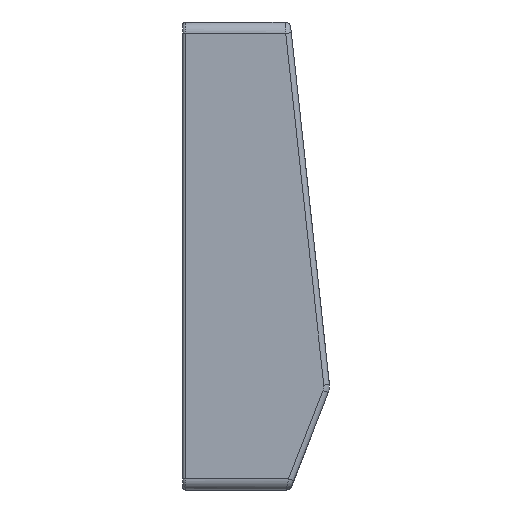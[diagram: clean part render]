
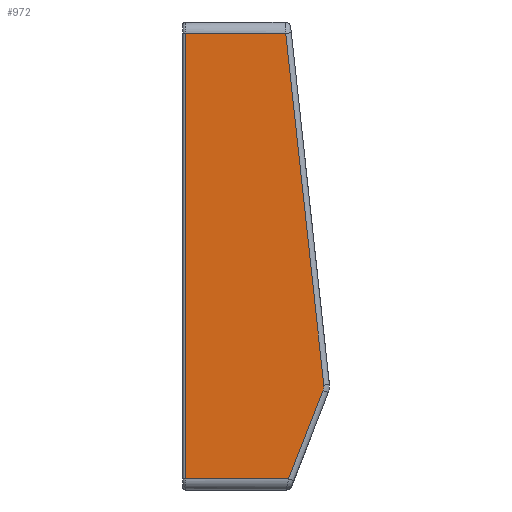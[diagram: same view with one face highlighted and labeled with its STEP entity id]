
A CAD part, left-side view. The second image highlights one B-rep face of the part: STEP entity #972.
In plain terms, the highlighted planar face has unit normal (-1, 0, 0).
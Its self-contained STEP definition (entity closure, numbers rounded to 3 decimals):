
#17 = VECTOR ( 'NONE', #3943, 1000. ) ;
#214 = EDGE_LOOP ( 'NONE', ( #2599, #5306, #6238, #5973, #1207, #4296 ) ) ;
#405 = CARTESIAN_POINT ( 'NONE',  ( -3.105, 18.5, -77.657 ) ) ;
#536 = DIRECTION ( 'NONE',  ( -1., 0., 0. ) ) ;
#740 = EDGE_CURVE ( 'NONE', #4669, #5691, #6087, .T. ) ;
#794 = LINE ( 'NONE', #3607, #4872 ) ;
#893 = VECTOR ( 'NONE', #4961, 1000. ) ;
#954 = DIRECTION ( 'NONE',  ( 0., 0., 1. ) ) ;
#972 = ADVANCED_FACE ( 'NONE', ( #3626 ), #5019, .T. ) ;
#1003 = EDGE_CURVE ( 'NONE', #3271, #4624, #1186, .T. ) ;
#1011 = VECTOR ( 'NONE', #1273, 1000. ) ;
#1048 = CARTESIAN_POINT ( 'NONE',  ( -3.105, -3.938, -61.36 ) ) ;
#1095 = CARTESIAN_POINT ( 'NONE',  ( -3.105, 0.789, 0.942 ) ) ;
#1156 = EDGE_CURVE ( 'NONE', #2840, #4536, #5187, .T. ) ;
#1186 = LINE ( 'NONE', #3029, #893 ) ;
#1201 = DIRECTION ( 'NONE',  ( 0., 0.108, 0.994 ) ) ;
#1207 = ORIENTED_EDGE ( 'NONE', *, *, #1003, .T. ) ;
#1273 = DIRECTION ( 'NONE',  ( 0., 0., -1. ) ) ;
#1602 = DIRECTION ( 'NONE',  ( -1., 0., 0. ) ) ;
#1697 = AXIS2_PLACEMENT_3D ( 'NONE', #4510, #1602, #3593 ) ;
#2017 = CARTESIAN_POINT ( 'NONE',  ( -3.105, -5.801, -62.089 ) ) ;
#2298 = EDGE_CURVE ( 'NONE', #4536, #4669, #2939, .T. ) ;
#2599 = ORIENTED_EDGE ( 'NONE', *, *, #1156, .T. ) ;
#2795 = EDGE_CURVE ( 'NONE', #4624, #2840, #3330, .T. ) ;
#2840 = VERTEX_POINT ( 'NONE', #405 ) ;
#2939 = LINE ( 'NONE', #2017, #17 ) ;
#3029 = CARTESIAN_POINT ( 'NONE',  ( -3.105, -7., 0.942 ) ) ;
#3181 = CARTESIAN_POINT ( 'NONE',  ( -3.105, -5.927, -61.145 ) ) ;
#3251 = CARTESIAN_POINT ( 'NONE',  ( -3.105, 18.5, 0.942 ) ) ;
#3271 = VERTEX_POINT ( 'NONE', #1095 ) ;
#3330 = LINE ( 'NONE', #6150, #1011 ) ;
#3593 = DIRECTION ( 'NONE',  ( 0., 0., 1. ) ) ;
#3607 = CARTESIAN_POINT ( 'NONE',  ( -3.105, 0.778, 0.835 ) ) ;
#3626 = FACE_OUTER_BOUND ( 'NONE', #214, .T. ) ;
#3820 = VECTOR ( 'NONE', #4174, 1000. ) ;
#3943 = DIRECTION ( 'NONE',  ( 0., -0.364, 0.931 ) ) ;
#4174 = DIRECTION ( 'NONE',  ( 0., -1., 0. ) ) ;
#4296 = ORIENTED_EDGE ( 'NONE', *, *, #2795, .T. ) ;
#4510 = CARTESIAN_POINT ( 'NONE',  ( -3.105, -7., -79.657 ) ) ;
#4536 = VERTEX_POINT ( 'NONE', #6069 ) ;
#4605 = CARTESIAN_POINT ( 'NONE',  ( -3.105, -5.801, -62.089 ) ) ;
#4624 = VERTEX_POINT ( 'NONE', #3251 ) ;
#4669 = VERTEX_POINT ( 'NONE', #4605 ) ;
#4872 = VECTOR ( 'NONE', #1201, 1000. ) ;
#4917 = EDGE_CURVE ( 'NONE', #5691, #3271, #794, .T. ) ;
#4961 = DIRECTION ( 'NONE',  ( 0., 1., 0. ) ) ;
#5019 = PLANE ( 'NONE',  #1697 ) ;
#5187 = LINE ( 'NONE', #6207, #3820 ) ;
#5306 = ORIENTED_EDGE ( 'NONE', *, *, #2298, .T. ) ;
#5691 = VERTEX_POINT ( 'NONE', #3181 ) ;
#5790 = AXIS2_PLACEMENT_3D ( 'NONE', #1048, #536, #954 ) ;
#5973 = ORIENTED_EDGE ( 'NONE', *, *, #4917, .T. ) ;
#6069 = CARTESIAN_POINT ( 'NONE',  ( -3.105, 0.291, -77.657 ) ) ;
#6087 = CIRCLE ( 'NONE', #5790, 2. ) ;
#6150 = CARTESIAN_POINT ( 'NONE',  ( -3.105, 18.5, -79.657 ) ) ;
#6207 = CARTESIAN_POINT ( 'NONE',  ( -3.105, -7., -77.657 ) ) ;
#6238 = ORIENTED_EDGE ( 'NONE', *, *, #740, .T. ) ;
